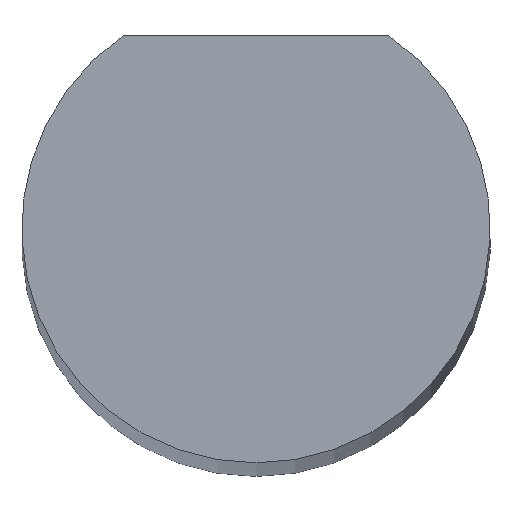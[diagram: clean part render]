
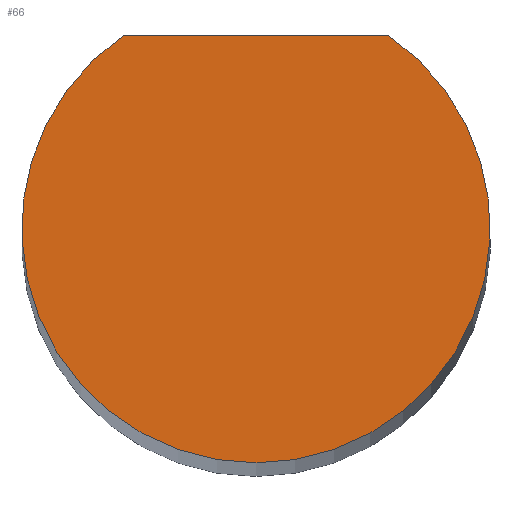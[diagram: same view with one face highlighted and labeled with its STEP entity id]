
A CAD part, top view. The second image highlights one B-rep face of the part: STEP entity #66.
In plain terms, the highlighted planar face has unit normal (0, 0, 1).
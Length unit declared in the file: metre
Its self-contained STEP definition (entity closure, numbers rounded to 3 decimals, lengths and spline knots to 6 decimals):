
#21=PLANE('',#85);
#26=LINE('',#117,#30);
#30=VECTOR('',#100,1.);
#39=ORIENTED_EDGE('',*,*,#45,.T.);
#40=ORIENTED_EDGE('',*,*,#48,.T.);
#45=EDGE_CURVE('',#52,#51,#54,.T.);
#48=EDGE_CURVE('',#51,#52,#26,.T.);
#51=VERTEX_POINT('',#111);
#52=VERTEX_POINT('',#113);
#54=CIRCLE('',#83,0.0006);
#57=EDGE_LOOP('',(#39,#40));
#61=FACE_BOUND('',#57,.T.);
#66=ADVANCED_FACE('',(#61),#21,.T.);
#83=AXIS2_PLACEMENT_3D('',#112,#94,#95);
#85=AXIS2_PLACEMENT_3D('',#118,#101,#102);
#94=DIRECTION('',(0.,0.,1.));
#95=DIRECTION('',(1.,0.,0.));
#100=DIRECTION('',(-1.,0.,0.));
#101=DIRECTION('',(0.,0.,1.));
#102=DIRECTION('',(1.,0.,0.));
#111=CARTESIAN_POINT('',(0.00034,0.000495,0.02));
#112=CARTESIAN_POINT('',(0.,0.,0.02));
#113=CARTESIAN_POINT('',(-0.00034,0.000495,0.02));
#117=CARTESIAN_POINT('',(-0.00034,0.000495,0.02));
#118=CARTESIAN_POINT('',(0.,0.,0.02));
